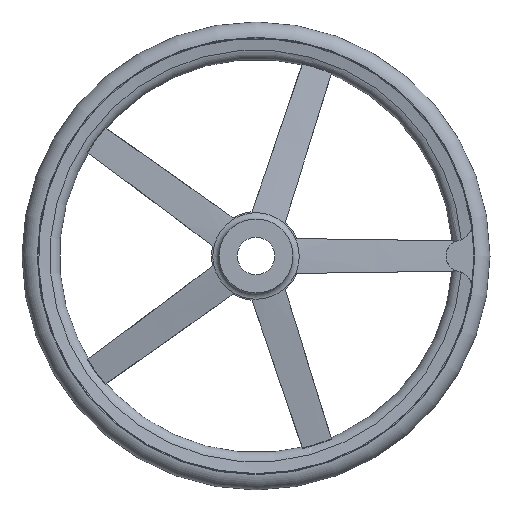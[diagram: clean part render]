
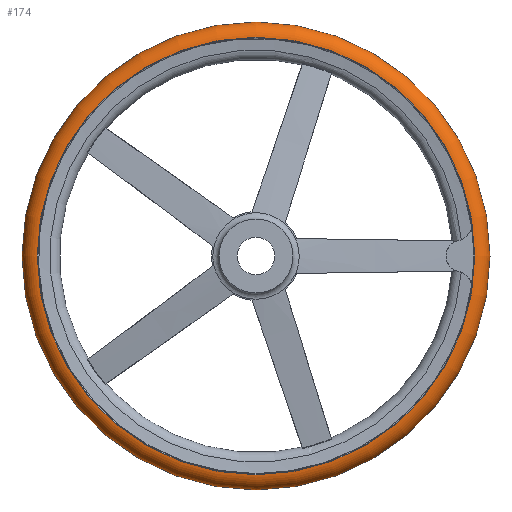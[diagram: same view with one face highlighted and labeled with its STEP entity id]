
A CAD part, front view. The second image highlights one B-rep face of the part: STEP entity #174.
In plain terms, the highlighted toroidal (fillet/blend) face has major radius 233 mm and minor radius 17 mm.
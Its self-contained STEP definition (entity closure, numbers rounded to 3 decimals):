
#174 = ADVANCED_FACE( '', ( #372, #373, #374 ), #375, .T. );
#372 = FACE_BOUND( '', #613, .T. );
#373 = FACE_OUTER_BOUND( '', #614, .T. );
#374 = FACE_OUTER_BOUND( '', #615, .T. );
#375 = TOROIDAL_SURFACE( '', #616, 233., 17. );
#613 = VERTEX_LOOP( '', #1093 );
#614 = EDGE_LOOP( '', ( #1094 ) );
#615 = EDGE_LOOP( '', ( #1095 ) );
#616 = AXIS2_PLACEMENT_3D( '', #1096, #1097, #1098 );
#1093 = VERTEX_POINT( '', #1383 );
#1094 = ORIENTED_EDGE( '', *, *, #1304, .T. );
#1095 = ORIENTED_EDGE( '', *, *, #1342, .F. );
#1096 = CARTESIAN_POINT( '', ( 0., 55., 0. ) );
#1097 = DIRECTION( '', ( 0., -1., 0. ) );
#1098 = DIRECTION( '', ( 0., 0., -1. ) );
#1304 = EDGE_CURVE( '', #1592, #1592, #1593, .T. );
#1342 = EDGE_CURVE( '', #1643, #1643, #1644, .T. );
#1383 = CARTESIAN_POINT( '', ( 0., 55., -250. ) );
#1592 = VERTEX_POINT( '', #2361 );
#1593 = CIRCLE( '', #2362, 233.708 );
#1643 = VERTEX_POINT( '', #2560 );
#1644 = CIRCLE( '', #2561, 233.708 );
#2361 = CARTESIAN_POINT( '', ( 0., 71.985, -233.708 ) );
#2362 = AXIS2_PLACEMENT_3D( '', #2815, #2816, #2817 );
#2560 = CARTESIAN_POINT( '', ( 0., 38.015, -233.708 ) );
#2561 = AXIS2_PLACEMENT_3D( '', #2852, #2853, #2854 );
#2815 = CARTESIAN_POINT( '', ( 0., 71.985, 0. ) );
#2816 = DIRECTION( '', ( 0., -1., 0. ) );
#2817 = DIRECTION( '', ( 0., 0., -1. ) );
#2852 = CARTESIAN_POINT( '', ( 0., 38.015, 0. ) );
#2853 = DIRECTION( '', ( 0., -1., 0. ) );
#2854 = DIRECTION( '', ( 0., 0., -1. ) );
